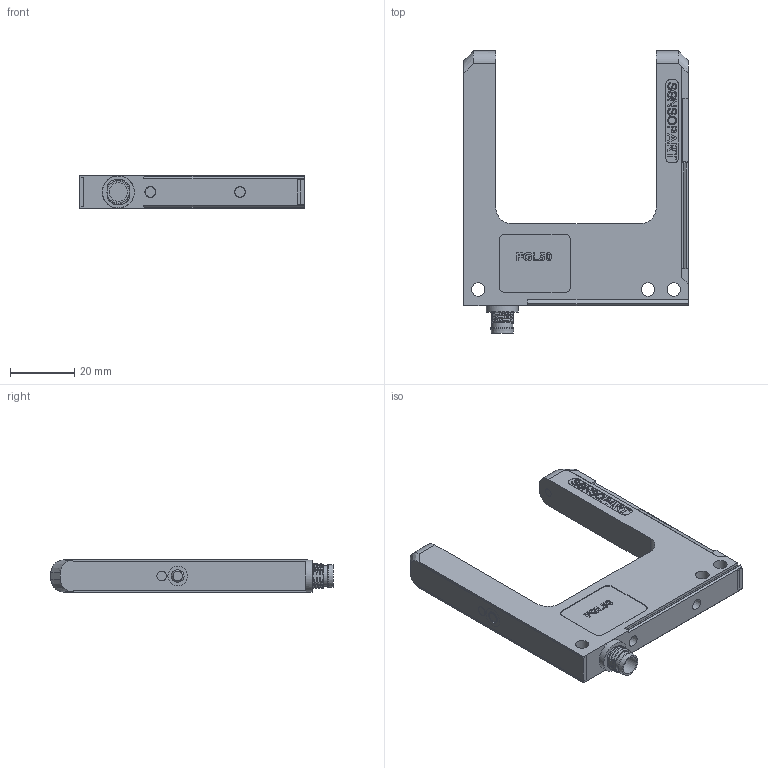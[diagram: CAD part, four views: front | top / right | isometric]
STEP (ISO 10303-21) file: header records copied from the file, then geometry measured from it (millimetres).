
FILE_DESCRIPTION(/* description */ (''),/* implementation_level */ '2;1');
FILE_NAME(/* name */ '15301212_FGL50XK.stp',/* time_stamp */ '2022-01-19T13:32:33+00:00',/* author */ ('Sandfield Engineering'),/* organization */ ('Sandfield Engineering'),/* preprocessor_version */ 'ST-DEVELOPER v18.1',/* originating_system */ 'Autodesk Inventor 2021',/* authorisation */ ', , ');
FILE_SCHEMA (('AUTOMOTIVE_DESIGN { 1 0 10303 214 3 1 1 }'));
Products named in the file (9): 15301212_FGL50XK; FGL_50ER_AUS 80ER ERSTELLT; ~DECKEL_EMPFAENGER_VERSION4_50ER; ~~~~TEIL1; ~WEICHTEIL; ~DECKEL_SENDER_SCHWALBENSCHWANZ_VERSION4_50ER; ~~~~~TEIL1; ~GEHAEUSE FGL_VERSION4_80ER_03; ~~~TEIL1
Assembly tree (8 placements, depth 4):
  15301212_FGL50XK
    FGL_50ER_AUS 80ER ERSTELLT
      ~DECKEL_EMPFAENGER_VERSION4_50ER
        ~~~~TEIL1
        ~WEICHTEIL
      ~DECKEL_SENDER_SCHWALBENSCHWANZ_VERSION4_50ER
        ~~~~~TEIL1
      ~GEHAEUSE FGL_VERSION4_80ER_03
        ~~~TEIL1
Bounding box: 70 x 88.1 x 10 mm (x, y, z)
Volume: 26860 mm3; surface area: 14545 mm2
Topology: 4 solids, 4 shells, 682 faces, 1867 edges, 1239 vertices
Faces by surface type: bspline 330, plane 294, cylinder 52, cone 6
Full cylindrical faces by diameter (mm): 1.3 x1, 1.4 x1, 1.5 x1, 2.5 x2, 3 x2, 3.96 x1, 4.2 x3, 4.6 x1, 5.77 x1, 6.1 x2, 6.5 x1, 7.13 x1, 10 x1
Entity records: 43162 total; most frequent: CARTESIAN_POINT 27064, ORIENTED_EDGE 3734, DIRECTION 2025, EDGE_CURVE 1867, VERTEX_POINT 1239, LINE 1073, VECTOR 1073, EDGE_LOOP 740
